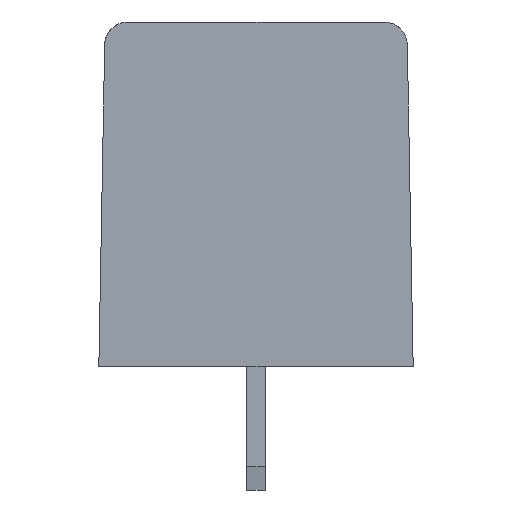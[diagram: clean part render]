
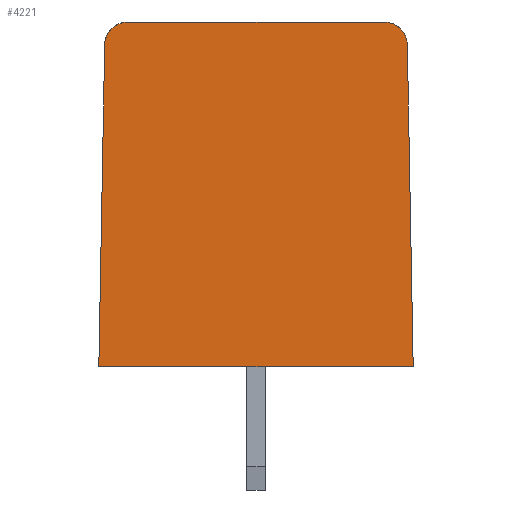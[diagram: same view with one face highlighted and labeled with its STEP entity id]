
A CAD part, left-side view. The second image highlights one B-rep face of the part: STEP entity #4221.
In plain terms, the highlighted planar face has unit normal (-1, 0, 0).
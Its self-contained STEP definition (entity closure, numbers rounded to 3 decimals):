
#4089 = VERTEX_POINT('',#4090);
#4090 = CARTESIAN_POINT('',(-0.375,5.5,14.8));
#4096 = EDGE_CURVE('',#4089,#4097,#4099,.T.);
#4097 = VERTEX_POINT('',#4098);
#4098 = CARTESIAN_POINT('',(-0.375,-5.5,14.8));
#4099 = LINE('',#4100,#4101);
#4100 = CARTESIAN_POINT('',(-0.375,6.75,14.8));
#4101 = VECTOR('',#4102,1.);
#4102 = DIRECTION('',(0.,-1.,0.));
#4136 = VERTEX_POINT('',#4137);
#4137 = CARTESIAN_POINT('',(-0.375,6.5,13.818));
#4143 = EDGE_CURVE('',#4136,#4089,#4144,.T.);
#4144 = CIRCLE('',#4145,1.);
#4145 = AXIS2_PLACEMENT_3D('',#4146,#4147,#4148);
#4146 = CARTESIAN_POINT('',(-0.375,5.5,13.8));
#4147 = DIRECTION('',(1.,0.,0.));
#4148 = DIRECTION('',(0.,1.,0.));
#4202 = EDGE_CURVE('',#4097,#4203,#4205,.T.);
#4203 = VERTEX_POINT('',#4204);
#4204 = CARTESIAN_POINT('',(-0.375,-6.5,13.818));
#4205 = CIRCLE('',#4206,1.);
#4206 = AXIS2_PLACEMENT_3D('',#4207,#4208,#4209);
#4207 = CARTESIAN_POINT('',(-0.375,-5.5,13.8));
#4208 = DIRECTION('',(1.,0.,0.));
#4209 = DIRECTION('',(0.,1.,0.));
#4221 = ADVANCED_FACE('',(#4222),#4249,.T.);
#4222 = FACE_BOUND('',#4223,.T.);
#4223 = EDGE_LOOP('',(#4224,#4232,#4240,#4246,#4247,#4248));
#4224 = ORIENTED_EDGE('',*,*,#4225,.F.);
#4225 = EDGE_CURVE('',#4226,#4136,#4228,.T.);
#4226 = VERTEX_POINT('',#4227);
#4227 = CARTESIAN_POINT('',(-0.375,6.75,0.));
#4228 = LINE('',#4229,#4230);
#4229 = CARTESIAN_POINT('',(-0.375,6.625,6.909));
#4230 = VECTOR('',#4231,1.);
#4231 = DIRECTION('',(0.,-0.018,1.));
#4232 = ORIENTED_EDGE('',*,*,#4233,.T.);
#4233 = EDGE_CURVE('',#4226,#4234,#4236,.T.);
#4234 = VERTEX_POINT('',#4235);
#4235 = CARTESIAN_POINT('',(-0.375,-6.75,0.));
#4236 = LINE('',#4237,#4238);
#4237 = CARTESIAN_POINT('',(-0.375,6.75,0.));
#4238 = VECTOR('',#4239,1.);
#4239 = DIRECTION('',(0.,-1.,0.));
#4240 = ORIENTED_EDGE('',*,*,#4241,.F.);
#4241 = EDGE_CURVE('',#4203,#4234,#4242,.T.);
#4242 = LINE('',#4243,#4244);
#4243 = CARTESIAN_POINT('',(-0.375,-6.748,0.122));
#4244 = VECTOR('',#4245,1.);
#4245 = DIRECTION('',(0.,-0.018,-1.));
#4246 = ORIENTED_EDGE('',*,*,#4202,.F.);
#4247 = ORIENTED_EDGE('',*,*,#4096,.F.);
#4248 = ORIENTED_EDGE('',*,*,#4143,.F.);
#4249 = PLANE('',#4250);
#4250 = AXIS2_PLACEMENT_3D('',#4251,#4252,#4253);
#4251 = CARTESIAN_POINT('',(-0.375,6.75,0.));
#4252 = DIRECTION('',(-1.,0.,0.));
#4253 = DIRECTION('',(0.,0.,1.));
